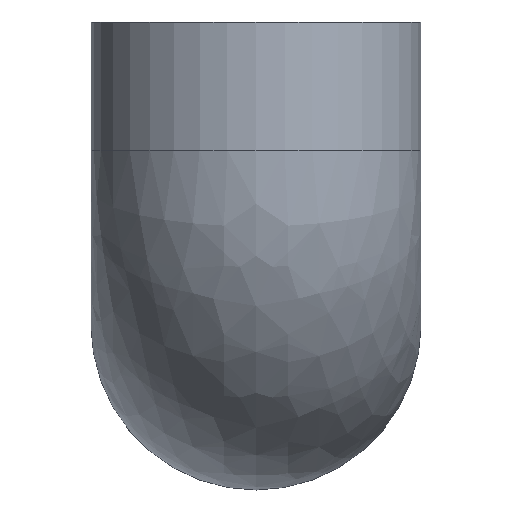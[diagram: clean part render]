
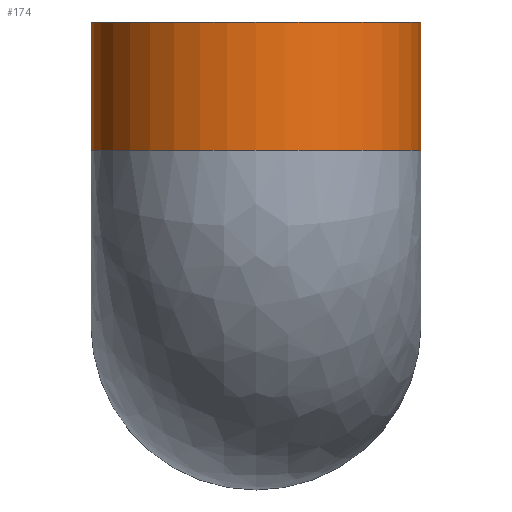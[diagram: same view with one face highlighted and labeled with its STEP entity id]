
A CAD part, top view. The second image highlights one B-rep face of the part: STEP entity #174.
In plain terms, the highlighted cylindrical face has radius 54 mm (diameter 108 mm), a full revolution.
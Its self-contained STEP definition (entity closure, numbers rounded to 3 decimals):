
#27=FACE_BOUND($,#50,.T.);
#37=FACE_OUTER_BOUND($,#49,.T.);
#49=EDGE_LOOP($,(#150,#151,#152,#153));
#50=EDGE_LOOP($,(#154));
#72=CIRCLE($,#200,54.);
#73=CIRCLE($,#201,54.);
#74=CIRCLE($,#202,54.);
#75=CIRCLE($,#203,54.);
#76=CIRCLE($,#205,54.);
#92=VERTEX_POINT($,#3293);
#93=VERTEX_POINT($,#3295);
#94=VERTEX_POINT($,#3297);
#95=VERTEX_POINT($,#3299);
#96=VERTEX_POINT($,#3303);
#114=EDGE_CURVE($,#93,#92,#72,.T.);
#115=EDGE_CURVE($,#94,#93,#73,.T.);
#116=EDGE_CURVE($,#95,#94,#74,.T.);
#117=EDGE_CURVE($,#92,#95,#75,.T.);
#118=EDGE_CURVE($,#96,#96,#76,.T.);
#150=ORIENTED_EDGE($,*,*,#116,.T.);
#151=ORIENTED_EDGE($,*,*,#115,.T.);
#152=ORIENTED_EDGE($,*,*,#114,.T.);
#153=ORIENTED_EDGE($,*,*,#117,.T.);
#154=ORIENTED_EDGE($,*,*,#118,.T.);
#166=CYLINDRICAL_SURFACE($,#204,54.);
#174=ADVANCED_FACE($,(#37,#27),#166,.T.);
#200=AXIS2_PLACEMENT_3D($,#3296,#250,#251);
#201=AXIS2_PLACEMENT_3D($,#3298,#252,#253);
#202=AXIS2_PLACEMENT_3D($,#3300,#254,#255);
#203=AXIS2_PLACEMENT_3D($,#3301,#256,#257);
#204=AXIS2_PLACEMENT_3D($,#3302,#258,#259);
#205=AXIS2_PLACEMENT_3D($,#3304,#260,#261);
#250=DIRECTION('center_axis',(0.,1.,0.));
#251=DIRECTION('ref_axis',(-1.,0.,0.));
#252=DIRECTION('center_axis',(0.,1.,0.));
#253=DIRECTION('ref_axis',(-1.,0.,0.));
#254=DIRECTION('center_axis',(0.,1.,0.));
#255=DIRECTION('ref_axis',(-1.,0.,0.));
#256=DIRECTION('center_axis',(0.,1.,0.));
#257=DIRECTION('ref_axis',(-1.,0.,0.));
#258=DIRECTION('center_axis',(0.,1.,0.));
#259=DIRECTION('ref_axis',(-1.,0.,0.));
#260=DIRECTION('center_axis',(0.,-1.,0.));
#261=DIRECTION('ref_axis',(-1.,0.,0.));
#3293=CARTESIAN_POINT('',(0.,57.,153.));
#3295=CARTESIAN_POINT('',(-54.,57.,99.));
#3296=CARTESIAN_POINT('Origin',(0.,57.,99.));
#3297=CARTESIAN_POINT('',(0.,57.,45.));
#3298=CARTESIAN_POINT('Origin',(0.,57.,99.));
#3299=CARTESIAN_POINT('',(54.,57.,99.));
#3300=CARTESIAN_POINT('Origin',(0.,57.,99.));
#3301=CARTESIAN_POINT('Origin',(0.,57.,99.));
#3302=CARTESIAN_POINT('Origin',(0.,99.,99.));
#3303=CARTESIAN_POINT('',(54.,99.,99.));
#3304=CARTESIAN_POINT('Origin',(0.,99.,99.));
